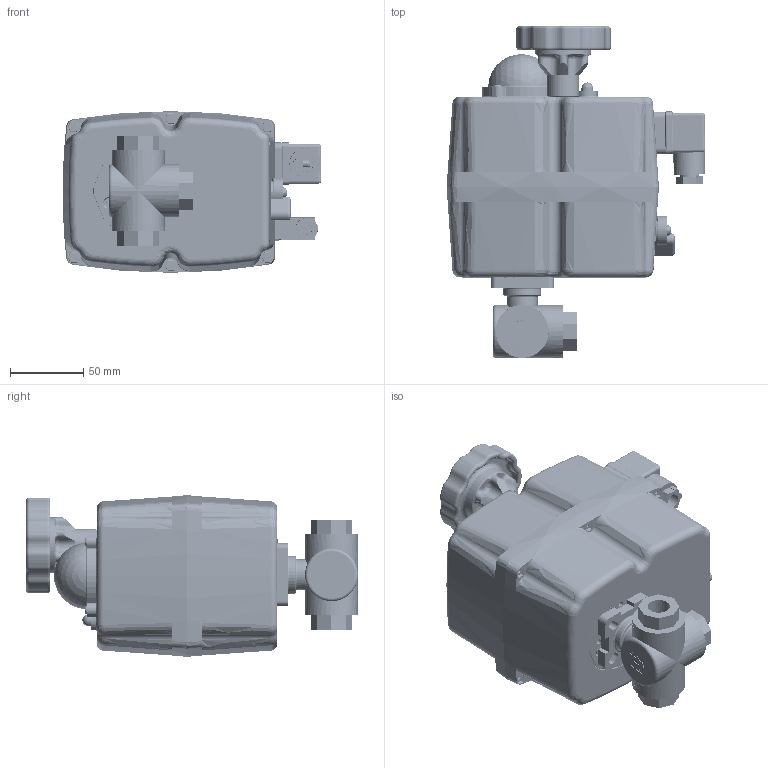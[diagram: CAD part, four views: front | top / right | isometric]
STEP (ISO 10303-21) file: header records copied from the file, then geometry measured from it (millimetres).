
FILE_DESCRIPTION (( 'STEP AP214' ), '1' );
FILE_NAME ('EK09_DN10.STEP', '2021-06-30T14:43:46', ( '' ), ( '' ), 'SwSTEP 2.0', 'SolidWorks 2021', '' );
FILE_SCHEMA (( 'AUTOMOTIVE_DESIGN' ));
Length unit declared in the file: millimetre
Products named in the file (3): AN01_S20-35; EK09_DN10; EK09_DN10 Kugelhahn_ohne Hebel (GK09)
Assembly tree (2 placements, depth 2):
  EK09_DN10
    EK09_DN10 Kugelhahn_ohne Hebel (GK09)
    AN01_S20-35
Bounding box: 176.14 x 225.8 x 110 mm (x, y, z)
Volume: 598092.5 mm3; surface area: 299288 mm2
Topology: 62 solids, 62 shells, 5086 faces, 12469 edges, 7568 vertices
Faces by surface type: cylinder 1663, plane 1252, cone 1112, torus 614, bspline 321, sphere 124
Entity records: 189477 total; most frequent: CARTESIAN_POINT 68084, DIRECTION 26818, ORIENTED_EDGE 24682, EDGE_CURVE 12341, AXIS2_PLACEMENT_3D 10815, VERTEX_POINT 7560, CIRCLE 6045, EDGE_LOOP 5441
